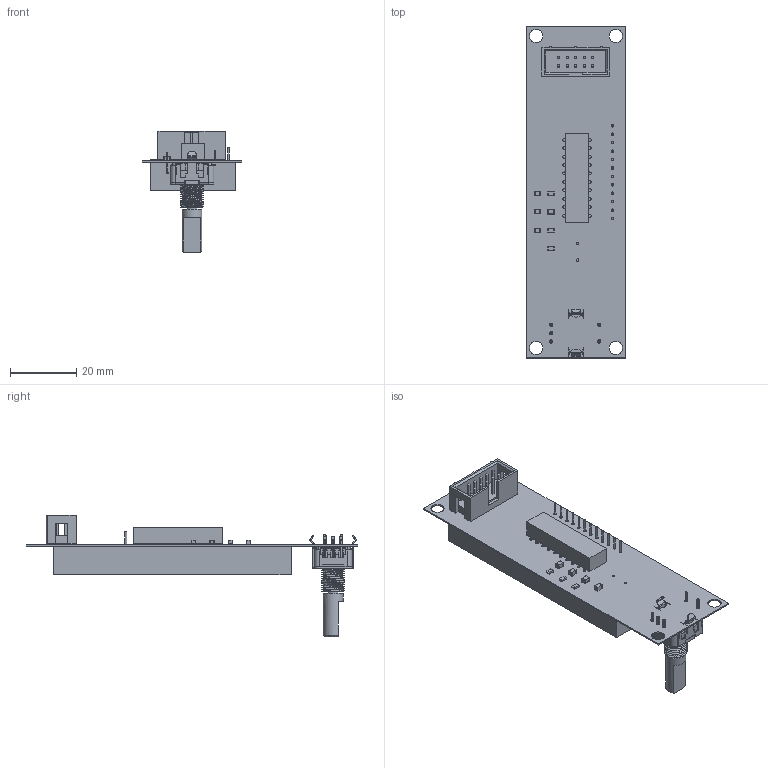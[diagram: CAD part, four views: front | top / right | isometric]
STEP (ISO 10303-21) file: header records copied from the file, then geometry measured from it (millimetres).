
FILE_DESCRIPTION(('Open CASCADE Model'),'2;1');
FILE_NAME('Open CASCADE Shape Model','2024-04-23T13:21:41',('Author'),( 'Open CASCADE'),'Open CASCADE STEP processor 7.5','Open CASCADE 7.5' ,'Unknown');
FILE_SCHEMA(('AUTOMOTIVE_DESIGN { 1 0 10303 214 1 1 1 1 }'));
Length unit declared in the file: millimetre
Products named in the file (39): PCB; Board; Open CASCADE STEP translator 7.5 1.1.1; R3; 6167375968; term1; term2; body; R2; 6167375888; R1; LD1; 7segment v1; J1; c-1634688-10-c-3d; IC1; 6198413296; Extruded; ENC1; Switch_Bourns_PEC11R-4220F-S0012_eec; 1; 2; 3; 4; 5; 6; 7; 8; Bourns; C5; 6167375488; C4; 6167379248; C3; C2
Assembly tree (41 placements, depth 5):
  PCB
    Board
      Open CASCADE STEP translator 7.5 1.1.1
    R3
      6167375968
        term1
        term2
        body
    R2
      6167375888
        term1
        term2
        body
    R1
      6167375888
        term1
        term2
        body
    LD1
      7segment v1
    J1
      c-1634688-10-c-3d
    IC1
      6198413296
        Extruded
    ENC1
      Switch_Bourns_PEC11R-4220F-S0012_eec
        1
          1
          2
          3
          4
          5
          6
          7
          8
          Bourns
    C5
      6167375488
    C4
      6167379248
    C3
      6167375488
    C2
      6167375488
Bounding box: 30 x 100 x 36.71 mm (x, y, z)
Volume: 19966.7 mm3; surface area: 16003 mm2
Topology: 45 solids, 46 shells, 1525 faces, 3780 edges, 2364 vertices
Faces by surface type: plane 704, cylinder 500, bspline 133, torus 86, sphere 82, revolution 16, cone 4
Full cylindrical faces by diameter (mm): 0.5 x12, 0.636 x1, 0.75 x2, 0.762 x11, 0.9 x20, 1 x5, 1.02 x10, 1.2 x2, 1.3 x4, 1.5 x2, 3.251 x1, 3.5 x2, 3.6 x3, 4 x4, 4.5 x1, 6 x2, 7 x10
Entity records: 46115 total; most frequent: CARTESIAN_POINT 11961, ORIENTED_EDGE 6896, DIRECTION 6811, EDGE_CURVE 3448, AXIS2_PLACEMENT_3D 2324, VERTEX_POINT 2180, LINE 2155, VECTOR 2155
